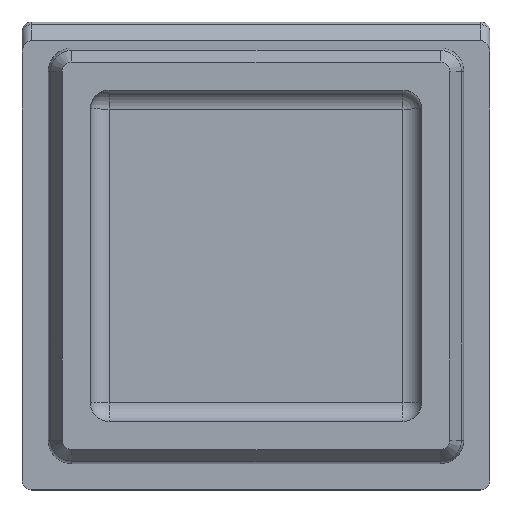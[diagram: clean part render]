
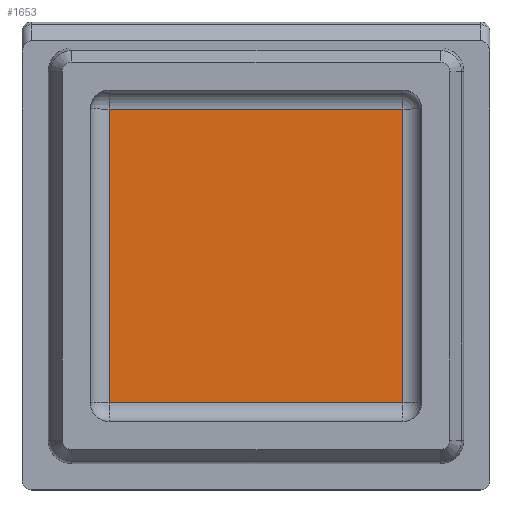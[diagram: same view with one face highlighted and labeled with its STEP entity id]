
A CAD part, top view. The second image highlights one B-rep face of the part: STEP entity #1653.
In plain terms, the highlighted planar face has unit normal (0, 0, 1).
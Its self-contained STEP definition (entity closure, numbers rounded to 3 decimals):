
#38 = CARTESIAN_POINT ( 'NONE',  ( -7.85, -7.85, 2. ) ) ;
#59 = CARTESIAN_POINT ( 'NONE',  ( 0., 0., 2. ) ) ;
#121 = ORIENTED_EDGE ( 'NONE', *, *, #682, .T. ) ;
#213 = CARTESIAN_POINT ( 'NONE',  ( 7.85, -7.85, 2. ) ) ;
#288 = DIRECTION ( 'NONE',  ( 1., 0., 0. ) ) ;
#307 = CARTESIAN_POINT ( 'NONE',  ( 0., -7.85, 2. ) ) ;
#312 = AXIS2_PLACEMENT_3D ( 'NONE', #59, #747, #380 ) ;
#359 = CARTESIAN_POINT ( 'NONE',  ( -7.85, 7.85, 2. ) ) ;
#377 = VECTOR ( 'NONE', #669, 1000. ) ;
#380 = DIRECTION ( 'NONE',  ( -1., 0., 0. ) ) ;
#517 = VECTOR ( 'NONE', #1706, 1000. ) ;
#655 = ORIENTED_EDGE ( 'NONE', *, *, #949, .T. ) ;
#669 = DIRECTION ( 'NONE',  ( 0., 1., 0. ) ) ;
#682 = EDGE_CURVE ( 'NONE', #1427, #862, #1556, .T. ) ;
#747 = DIRECTION ( 'NONE',  ( 0., 0., -1. ) ) ;
#749 = EDGE_LOOP ( 'NONE', ( #1182, #1978, #121, #655 ) ) ;
#862 = VERTEX_POINT ( 'NONE', #38 ) ;
#942 = EDGE_CURVE ( 'NONE', #1564, #1562, #2169, .T. ) ;
#949 = EDGE_CURVE ( 'NONE', #862, #1564, #1527, .T. ) ;
#1120 = PLANE ( 'NONE',  #312 ) ;
#1176 = LINE ( 'NONE', #1852, #1503 ) ;
#1182 = ORIENTED_EDGE ( 'NONE', *, *, #942, .T. ) ;
#1284 = FACE_OUTER_BOUND ( 'NONE', #749, .T. ) ;
#1414 = DIRECTION ( 'NONE',  ( -1., 0., 0. ) ) ;
#1427 = VERTEX_POINT ( 'NONE', #359 ) ;
#1503 = VECTOR ( 'NONE', #1414, 1000. ) ;
#1527 = LINE ( 'NONE', #307, #1537 ) ;
#1537 = VECTOR ( 'NONE', #288, 1000. ) ;
#1546 = CARTESIAN_POINT ( 'NONE',  ( -7.85, 0., 2. ) ) ;
#1556 = LINE ( 'NONE', #1546, #517 ) ;
#1562 = VERTEX_POINT ( 'NONE', #2084 ) ;
#1564 = VERTEX_POINT ( 'NONE', #213 ) ;
#1653 = ADVANCED_FACE ( 'NONE', ( #1284 ), #1120, .F. ) ;
#1706 = DIRECTION ( 'NONE',  ( 0., -1., 0. ) ) ;
#1852 = CARTESIAN_POINT ( 'NONE',  ( 0., 7.85, 2. ) ) ;
#1884 = EDGE_CURVE ( 'NONE', #1562, #1427, #1176, .T. ) ;
#1978 = ORIENTED_EDGE ( 'NONE', *, *, #1884, .T. ) ;
#2084 = CARTESIAN_POINT ( 'NONE',  ( 7.85, 7.85, 2. ) ) ;
#2169 = LINE ( 'NONE', #2182, #377 ) ;
#2182 = CARTESIAN_POINT ( 'NONE',  ( 7.85, 0., 2. ) ) ;
